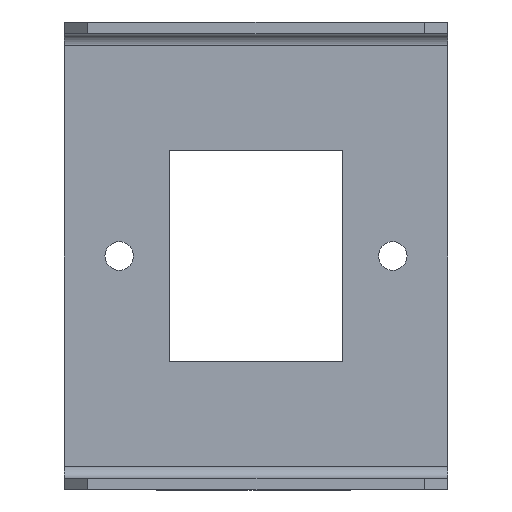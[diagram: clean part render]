
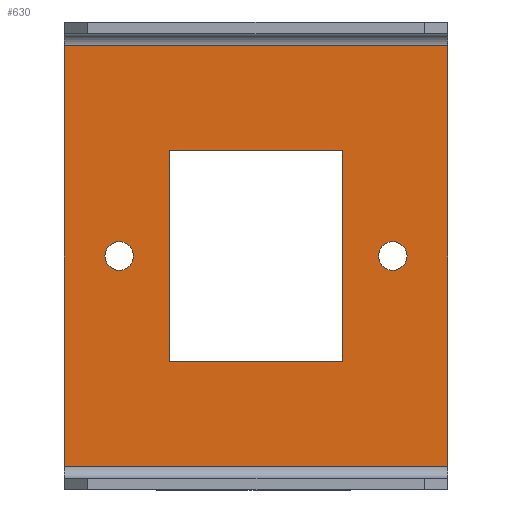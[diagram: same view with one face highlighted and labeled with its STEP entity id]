
A CAD part, front view. The second image highlights one B-rep face of the part: STEP entity #630.
In plain terms, the highlighted planar face has unit normal (0, -1, 0).
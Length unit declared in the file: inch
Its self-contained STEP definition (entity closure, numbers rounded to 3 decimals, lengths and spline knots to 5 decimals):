
#42=FACE_BOUND('',#154,.T.);
#43=FACE_BOUND('',#155,.T.);
#44=FACE_BOUND('',#156,.T.);
#53=CIRCLE('',#657,0.0765);
#55=CIRCLE('',#660,0.0765);
#100=FACE_OUTER_BOUND('',#153,.T.);
#153=EDGE_LOOP('',(#559,#560,#561,#562));
#154=EDGE_LOOP('',(#563));
#155=EDGE_LOOP('',(#564));
#156=EDGE_LOOP('',(#565,#566,#567,#568));
#192=LINE('',#968,#252);
#196=LINE('',#975,#256);
#199=LINE('',#981,#259);
#201=LINE('',#984,#261);
#205=LINE('',#1001,#265);
#212=LINE('',#1023,#272);
#214=LINE('',#1026,#274);
#216=LINE('',#1030,#276);
#252=VECTOR('',#786,1.139);
#256=VECTOR('',#792,0.934);
#259=VECTOR('',#797,1.139);
#261=VECTOR('',#801,0.934);
#265=VECTOR('',#823,2.06);
#272=VECTOR('',#850,2.06);
#274=VECTOR('',#854,2.2586);
#276=VECTOR('',#860,2.2586);
#308=VERTEX_POINT('',#952);
#310=VERTEX_POINT('',#957);
#314=VERTEX_POINT('',#965);
#315=VERTEX_POINT('',#967);
#317=VERTEX_POINT('',#973);
#319=VERTEX_POINT('',#979);
#322=VERTEX_POINT('',#992);
#323=VERTEX_POINT('',#996);
#327=VERTEX_POINT('',#1014);
#328=VERTEX_POINT('',#1018);
#370=EDGE_CURVE('',#308,#308,#53,.T.);
#372=EDGE_CURVE('',#310,#310,#55,.T.);
#376=EDGE_CURVE('',#315,#314,#192,.T.);
#380=EDGE_CURVE('',#314,#317,#196,.T.);
#383=EDGE_CURVE('',#317,#319,#199,.T.);
#385=EDGE_CURVE('',#319,#315,#201,.T.);
#393=EDGE_CURVE('',#322,#323,#205,.T.);
#404=EDGE_CURVE('',#327,#328,#212,.T.);
#406=EDGE_CURVE('',#327,#323,#214,.T.);
#408=EDGE_CURVE('',#322,#328,#216,.T.);
#559=ORIENTED_EDGE('',*,*,#393,.T.);
#560=ORIENTED_EDGE('',*,*,#406,.F.);
#561=ORIENTED_EDGE('',*,*,#404,.T.);
#562=ORIENTED_EDGE('',*,*,#408,.F.);
#563=ORIENTED_EDGE('',*,*,#370,.T.);
#564=ORIENTED_EDGE('',*,*,#372,.T.);
#565=ORIENTED_EDGE('',*,*,#376,.T.);
#566=ORIENTED_EDGE('',*,*,#380,.T.);
#567=ORIENTED_EDGE('',*,*,#383,.T.);
#568=ORIENTED_EDGE('',*,*,#385,.T.);
#594=PLANE('',#688);
#630=ADVANCED_FACE('',(#100,#42,#43,#44),#594,.F.);
#657=AXIS2_PLACEMENT_3D('',#953,#772,#773);
#660=AXIS2_PLACEMENT_3D('',#958,#778,#779);
#688=AXIS2_PLACEMENT_3D('',#1031,#861,#862);
#772=DIRECTION('center_axis',(0.,1.,0.));
#773=DIRECTION('ref_axis',(1.,0.,0.));
#778=DIRECTION('center_axis',(0.,1.,0.));
#779=DIRECTION('ref_axis',(1.,0.,0.));
#786=DIRECTION('',(0.,0.,-1.));
#792=DIRECTION('',(-1.,0.,0.));
#797=DIRECTION('',(0.,0.,1.));
#801=DIRECTION('',(1.,0.,0.));
#823=DIRECTION('',(1.,0.,0.));
#850=DIRECTION('',(-1.,0.,0.));
#854=DIRECTION('',(0.,0.,-1.));
#860=DIRECTION('',(0.,0.,1.));
#861=DIRECTION('center_axis',(0.,1.,0.));
#862=DIRECTION('ref_axis',(0.,0.,1.));
#952=CARTESIAN_POINT('',(-1.8415,-0.0641,-1.2575));
#953=CARTESIAN_POINT('Origin',(-1.765,-0.0641,-1.2575));
#957=CARTESIAN_POINT('',(-0.3715,-0.0641,-1.2575));
#958=CARTESIAN_POINT('Origin',(-0.295,-0.0641,-1.2575));
#965=CARTESIAN_POINT('',(-0.563,-0.0641,-1.827));
#967=CARTESIAN_POINT('',(-0.563,-0.0641,-0.688));
#968=CARTESIAN_POINT('',(-0.563,-0.0641,-1.54225));
#973=CARTESIAN_POINT('',(-1.497,-0.0641,-1.827));
#975=CARTESIAN_POINT('',(-1.2635,-0.0641,-1.827));
#979=CARTESIAN_POINT('',(-1.497,-0.0641,-0.688));
#981=CARTESIAN_POINT('',(-1.497,-0.0641,-0.97275));
#984=CARTESIAN_POINT('',(-0.7965,-0.0641,-0.688));
#992=CARTESIAN_POINT('',(-2.06,-0.0641,-2.3868));
#996=CARTESIAN_POINT('',(0.,-0.0641,-2.3868));
#1001=CARTESIAN_POINT('',(-0.515,-0.0641,-2.3868));
#1014=CARTESIAN_POINT('',(0.,-0.0641,-0.1282));
#1018=CARTESIAN_POINT('',(-2.06,-0.0641,-0.1282));
#1023=CARTESIAN_POINT('',(-1.545,-0.0641,-0.1282));
#1026=CARTESIAN_POINT('',(0.,-0.0641,-2.515));
#1030=CARTESIAN_POINT('',(-2.06,-0.0641,0.));
#1031=CARTESIAN_POINT('Origin',(-1.03,-0.0641,-1.2575));
